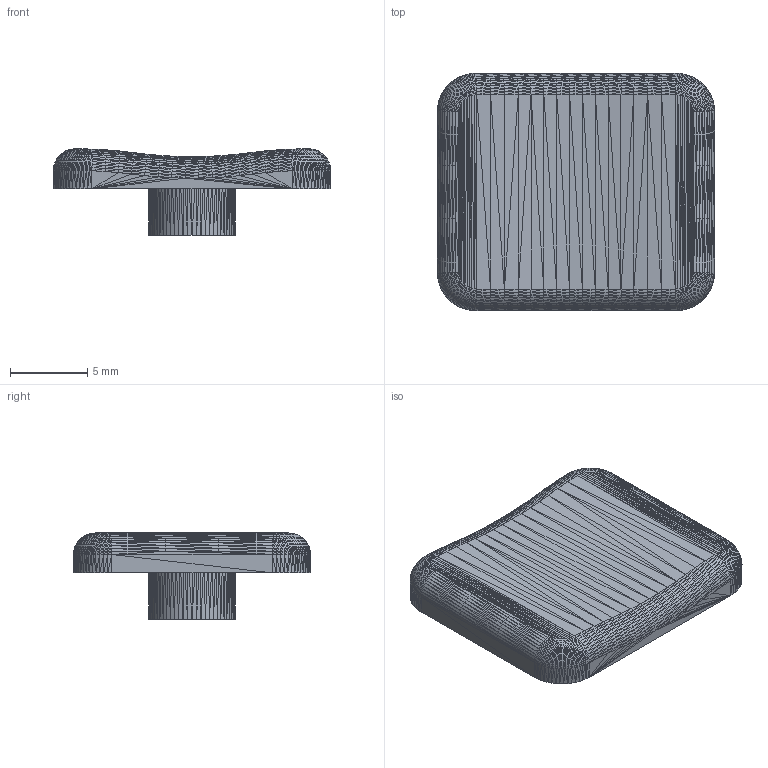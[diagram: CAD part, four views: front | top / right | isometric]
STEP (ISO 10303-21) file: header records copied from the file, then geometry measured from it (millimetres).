
FILE_DESCRIPTION(/* description */ (''),/* implementation_level */ '2;1');
FILE_NAME(/* name */ 'CMY-MX-R3.step',/* time_stamp */ '2024-01-07T20:22:00+01:00',/* author */ (''),/* organization */ (''),/* preprocessor_version */ 'ST-DEVELOPER v20',/* originating_system */ 'Autodesk Translation Framework v12.14.0.127',/* authorisation */ '');
FILE_SCHEMA (('AUTOMOTIVE_DESIGN { 1 0 10303 214 3 1 1 }'));
Products named in the file (1): (Unsaved)
Bounding box: 18 x 15.4 x 5.6 mm (x, y, z)
Volume: 483.1 mm3; surface area: 862.8 mm2
Topology: 1 solids, 1 shells, 3660 faces, 5490 edges, 1832 vertices
Faces by surface type: plane 3660
Entity records: 71415 total; most frequent: DIRECTION 12812, CARTESIAN_POINT 10983, ORIENTED_EDGE 10980, LINE 5490, VECTOR 5490, EDGE_CURVE 5490, AXIS2_PLACEMENT_3D 3661, FACE_OUTER_BOUND 3660
